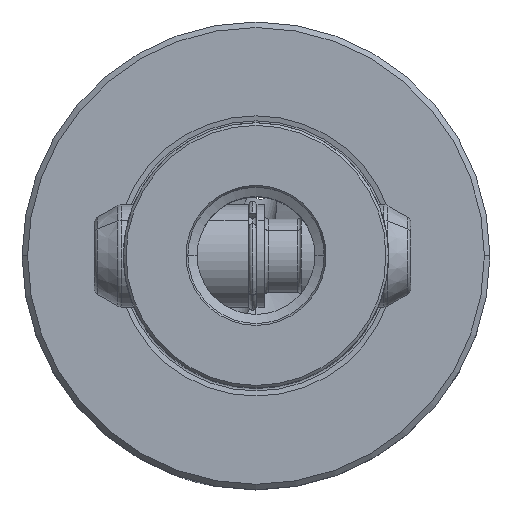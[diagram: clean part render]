
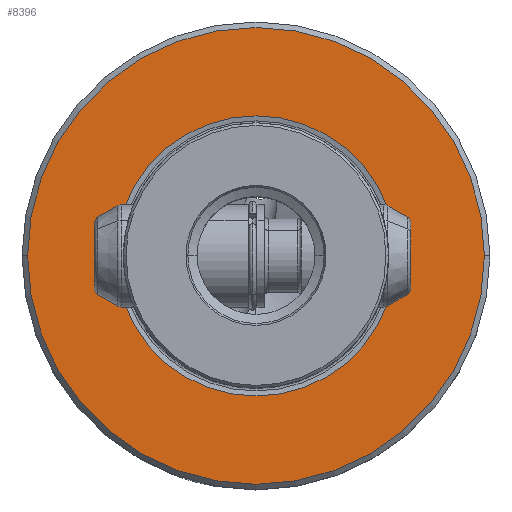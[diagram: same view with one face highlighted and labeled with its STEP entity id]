
A CAD part, top view. The second image highlights one B-rep face of the part: STEP entity #8396.
In plain terms, the highlighted planar face has unit normal (0, 0, 1).
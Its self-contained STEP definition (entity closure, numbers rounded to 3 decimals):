
#4480=EDGE_CURVE('NONE',#9734,#7266,#11068,.F.);
#4616=EDGE_CURVE('NONE',#4832,#8812,#11214,.T.);
#4832=VERTEX_POINT('NONE',#11448);
#6316=EDGE_CURVE('NONE',#8812,#4832,#13087,.T.);
#7266=VERTEX_POINT('NONE',#14145);
#8396=ADVANCED_FACE('NONE',(#15389,#15390),#15391,.T.);
#8706=EDGE_CURVE('NONE',#7266,#9734,#15733,.F.);
#8812=VERTEX_POINT('NONE',#15854);
#9734=VERTEX_POINT('NONE',#16877);
#11068=CIRCLE('',#19297,19.012);
#11214=CIRCLE('',#19601,31.0);
#11448=CARTESIAN_POINT('',(-31.0,0.,0.0));
#13087=CIRCLE('',#23356,31.0);
#14145=CARTESIAN_POINT('',(-19.012,0.,0.0));
#15389=FACE_OUTER_BOUND('',#27572,.T.);
#15390=FACE_BOUND('',#27573,.T.);
#15391=PLANE('',#27574);
#15733=CIRCLE('',#28240,19.012);
#15854=CARTESIAN_POINT('',(31.0,0.,0.0));
#16877=CARTESIAN_POINT('',(19.012,0.,0.0));
#19297=AXIS2_PLACEMENT_3D('',#32186,#32187,#32188);
#19601=AXIS2_PLACEMENT_3D('',#32330,#32331,#32332);
#23356=AXIS2_PLACEMENT_3D('',#34486,#34487,#34488);
#27572=EDGE_LOOP('',(#37149,#37150));
#27573=EDGE_LOOP('',(#37151,#37152));
#27574=AXIS2_PLACEMENT_3D('',#37153,#37154,#37155);
#28240=AXIS2_PLACEMENT_3D('',#37556,#37557,#37558);
#32186=CARTESIAN_POINT('',(0.0,0.0,0.0));
#32187=DIRECTION('',(0.0,0.0,-1.0));
#32188=DIRECTION('',(1.0,0.,0.0));
#32330=CARTESIAN_POINT('',(0.0,0.0,0.0));
#32331=DIRECTION('',(0.0,0.0,-1.0));
#32332=DIRECTION('',(-1.0,0.,0.0));
#34486=CARTESIAN_POINT('',(0.0,0.0,0.0));
#34487=DIRECTION('',(0.0,0.0,-1.0));
#34488=DIRECTION('',(-1.0,0.,0.0));
#37149=ORIENTED_EDGE('',*,*,#4616,.F.);
#37150=ORIENTED_EDGE('',*,*,#6316,.F.);
#37151=ORIENTED_EDGE('',*,*,#4480,.F.);
#37152=ORIENTED_EDGE('',*,*,#8706,.F.);
#37153=CARTESIAN_POINT('',(-18.0,0.0,0.0));
#37154=DIRECTION('',(-0.0,0.0,1.0));
#37155=DIRECTION('',(0.0,1.0,0.0));
#37556=CARTESIAN_POINT('',(0.0,0.0,0.0));
#37557=DIRECTION('',(0.0,0.0,-1.0));
#37558=DIRECTION('',(1.0,0.,0.0));
